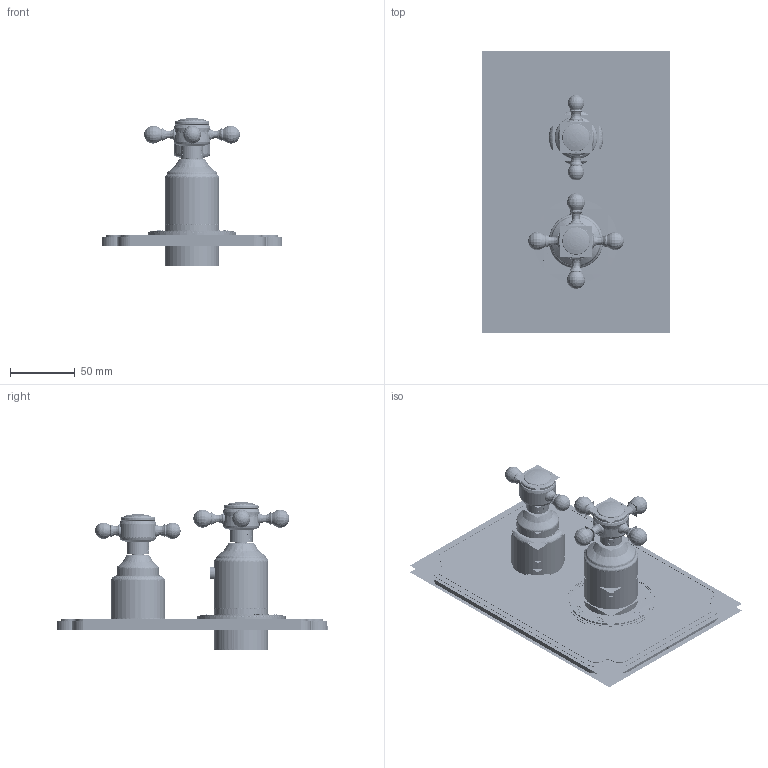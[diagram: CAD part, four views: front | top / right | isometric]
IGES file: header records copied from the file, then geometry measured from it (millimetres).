
Start section:  PTC IGES file: 3-923ts_asm.igs
Global section: file name: 3-923ts_asm.igs; native system: Creo Parametric by Parametric Technology Corporation; preprocessor: 2013150; author: rsmith; organization: Unknown; date: 20160401.104310; units: inch
Bounding box: 145.29 x 217.93 x 114.4 mm (x, y, z)
Surface area: 1813384.7 mm2 (no closed solid volume)
Topology: 0 solids, 0 shells, 6198 faces, 97612 edges, 128446 vertices
Faces by surface type: revolution 2908, bspline 2558, extrusion 732
